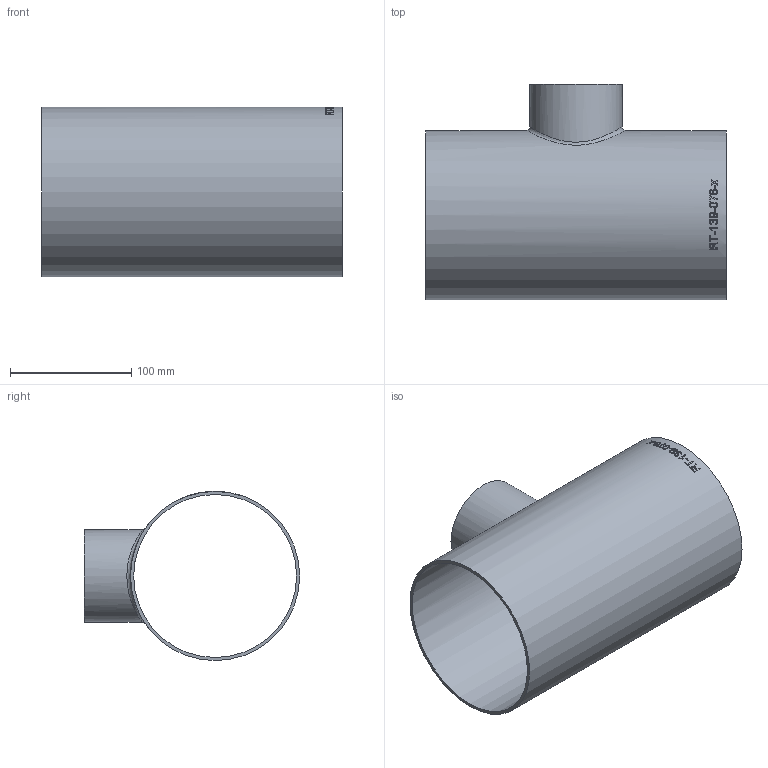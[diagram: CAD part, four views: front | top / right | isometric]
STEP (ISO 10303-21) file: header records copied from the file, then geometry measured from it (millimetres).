
FILE_DESCRIPTION (( 'STEP AP214' ), '1' );
FILE_NAME ('RT-139-076-x T-Stück Ø139,7x2,6-Ø76,1x2,3 BL248 1910.STEP', '2019-10-21T11:39:28', ( '' ), ( '' ), 'SwSTEP 2.0', 'SolidWorks 2016', '' );
FILE_SCHEMA (( 'AUTOMOTIVE_DESIGN' ));
Length unit declared in the file: millimetre
Products named in the file (1): RT-139-076-x T-Stück Ø139,7x2,6-Ø76,1x2,3 BL248 1910
Bounding box: 248 x 177.85 x 139.7 mm (x, y, z)
Volume: 290069.6 mm3; surface area: 227896.9 mm2
Topology: 1 solids, 1 shells, 152 faces, 400 edges, 266 vertices
Faces by surface type: bspline 85, plane 46, cylinder 21
Full cylindrical faces by diameter (mm): 71.5 x1, 76.1 x1, 134.5 x1, 139.7 x1
Entity records: 22110 total; most frequent: CARTESIAN_POINT 17579, ORIENTED_EDGE 776, EDGE_CURVE 388, DIRECTION 314, B_SPLINE_CURVE_WITH_KNOTS 264, VERTEX_POINT 262, EDGE_LOOP 178, FACE_OUTER_BOUND 157
